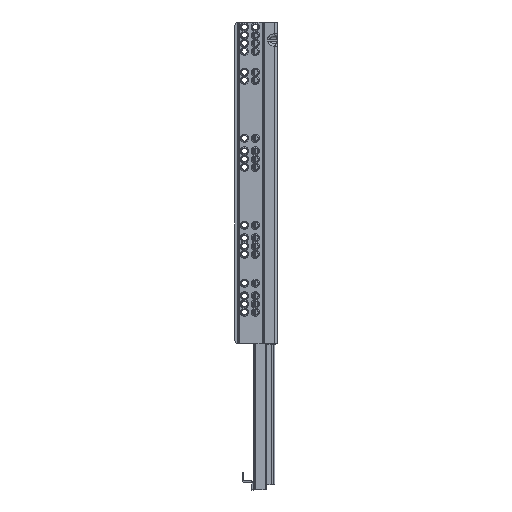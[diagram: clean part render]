
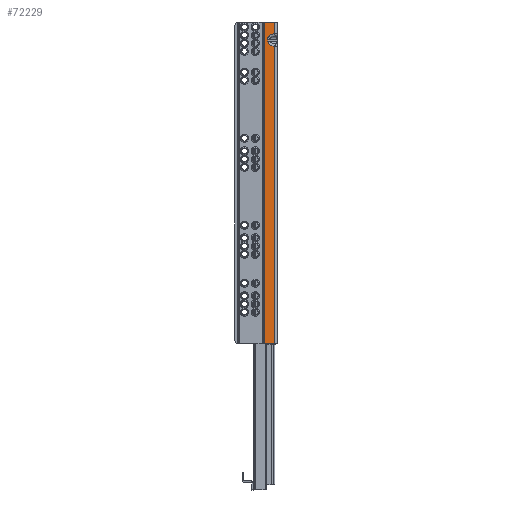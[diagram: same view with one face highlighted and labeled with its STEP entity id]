
A CAD part, left-side view. The second image highlights one B-rep face of the part: STEP entity #72229.
In plain terms, the highlighted planar face has unit normal (-1, 0, 0).
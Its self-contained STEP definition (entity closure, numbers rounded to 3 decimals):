
#84 = DIRECTION ( 'NONE',  ( 0., 0., 1. ) ) ;
#7015 = CARTESIAN_POINT ( 'NONE',  ( 0., -12.443, -355.5 ) ) ;
#9053 = DIRECTION ( 'NONE',  ( -1., 0., 0. ) ) ;
#9721 = CARTESIAN_POINT ( 'NONE',  ( 0., -12.443, -355.5 ) ) ;
#11049 = DIRECTION ( 'NONE',  ( 0., -1., 0. ) ) ;
#13863 = EDGE_CURVE ( 'NONE', #14921, #17422, #49886, .T. ) ;
#14921 = VERTEX_POINT ( 'NONE', #32760 ) ;
#15512 = CARTESIAN_POINT ( 'NONE',  ( 0., -24.2, -355.5 ) ) ;
#15532 = VECTOR ( 'NONE', #25812, 1000. ) ;
#17422 = VERTEX_POINT ( 'NONE', #20460 ) ;
#18656 = CARTESIAN_POINT ( 'NONE',  ( 0., -24.2, -355.5 ) ) ;
#19936 = VERTEX_POINT ( 'NONE', #105345 ) ;
#20460 = CARTESIAN_POINT ( 'NONE',  ( 0., -24.2, 0. ) ) ;
#20904 = CARTESIAN_POINT ( 'NONE',  ( 0., -16.257, -19. ) ) ;
#21455 = PLANE ( 'NONE',  #33660 ) ;
#21580 = CARTESIAN_POINT ( 'NONE',  ( 0., -16.257, -15.661 ) ) ;
#22116 = VERTEX_POINT ( 'NONE', #101275 ) ;
#25641 = ORIENTED_EDGE ( 'NONE', *, *, #104284, .F. ) ;
#25812 = DIRECTION ( 'NONE',  ( 0., 0., 1. ) ) ;
#26083 = CARTESIAN_POINT ( 'NONE',  ( 0., -19.488, -26.774 ) ) ;
#26535 = DIRECTION ( 'NONE',  ( 0., 0., 1. ) ) ;
#30522 = DIRECTION ( 'NONE',  ( 0., 0., 1. ) ) ;
#32760 = CARTESIAN_POINT ( 'NONE',  ( 0., -24.2, -13.012 ) ) ;
#33660 = AXIS2_PLACEMENT_3D ( 'NONE', #9721, #9053, #84 ) ;
#36422 = CARTESIAN_POINT ( 'NONE',  ( 0., -16.257, -24.339 ) ) ;
#40222 = CARTESIAN_POINT ( 'NONE',  ( 0., -12.443, 0. ) ) ;
#48842 =( BOUNDED_CURVE ( )  B_SPLINE_CURVE ( 3, ( #20904, #21580, #62851, #104843 ),
 .UNSPECIFIED., .F., .F. ) 
 B_SPLINE_CURVE_WITH_KNOTS ( ( 4, 4 ),
 ( 3.142, 4.648 ),
 .UNSPECIFIED. ) 
 CURVE ( )  GEOMETRIC_REPRESENTATION_ITEM ( )  RATIONAL_B_SPLINE_CURVE ( ( 1., 0.82, 0.82, 1. ) ) 
 REPRESENTATION_ITEM ( '' )  );
#49886 = LINE ( 'NONE', #114499, #120083 ) ;
#50577 = LINE ( 'NONE', #40222, #77515 ) ;
#53684 = ORIENTED_EDGE ( 'NONE', *, *, #75335, .T. ) ;
#57537 = CARTESIAN_POINT ( 'NONE',  ( 0., -12.443, -355.5 ) ) ;
#57686 = ORIENTED_EDGE ( 'NONE', *, *, #71657, .F. ) ;
#62851 = CARTESIAN_POINT ( 'NONE',  ( 0., -19.488, -13.226 ) ) ;
#66647 = VERTEX_POINT ( 'NONE', #7015 ) ;
#67183 = LINE ( 'NONE', #57537, #119300 ) ;
#71657 = EDGE_CURVE ( 'NONE', #22116, #17422, #50577, .T. ) ;
#72229 = ADVANCED_FACE ( 'NONE', ( #81390 ), #21455, .T. ) ;
#73929 = DIRECTION ( 'NONE',  ( 0., -1., 0. ) ) ;
#75335 = EDGE_CURVE ( 'NONE', #135689, #111483, #88490, .T. ) ;
#77515 = VECTOR ( 'NONE', #73929, 1000. ) ;
#81279 = VECTOR ( 'NONE', #87621, 1000. ) ;
#81390 = FACE_OUTER_BOUND ( 'NONE', #107528, .T. ) ;
#87621 = DIRECTION ( 'NONE',  ( 0., 0., 1. ) ) ;
#88490 = LINE ( 'NONE', #15512, #15532 ) ;
#88976 = CARTESIAN_POINT ( 'NONE',  ( 0., -16.257, -19. ) ) ;
#89704 = VERTEX_POINT ( 'NONE', #112497 ) ;
#94366 = CARTESIAN_POINT ( 'NONE',  ( 0., -12.443, -355.5 ) ) ;
#94533 = ORIENTED_EDGE ( 'NONE', *, *, #116168, .T. ) ;
#95629 = ORIENTED_EDGE ( 'NONE', *, *, #128974, .T. ) ;
#98887 = VECTOR ( 'NONE', #11049, 1000. ) ;
#101275 = CARTESIAN_POINT ( 'NONE',  ( 0., -12.443, 0. ) ) ;
#104284 = EDGE_CURVE ( 'NONE', #66647, #22116, #67183, .T. ) ;
#104843 = CARTESIAN_POINT ( 'NONE',  ( 0., -24.2, -13.012 ) ) ;
#105345 = CARTESIAN_POINT ( 'NONE',  ( 0., -16.257, -21. ) ) ;
#106703 = LINE ( 'NONE', #94366, #98887 ) ;
#107528 = EDGE_LOOP ( 'NONE', ( #53684, #123611, #95629, #94533, #112533, #57686, #25641, #113189 ) ) ;
#108900 = LINE ( 'NONE', #88976, #81279 ) ;
#110911 = CARTESIAN_POINT ( 'NONE',  ( 0., -24.2, -26.988 ) ) ;
#111395 = CARTESIAN_POINT ( 'NONE',  ( 0., -16.257, -21. ) ) ;
#111483 = VERTEX_POINT ( 'NONE', #110911 ) ;
#112081 = CARTESIAN_POINT ( 'NONE',  ( 0., -24.2, -26.988 ) ) ;
#112497 = CARTESIAN_POINT ( 'NONE',  ( 0., -16.257, -19. ) ) ;
#112533 = ORIENTED_EDGE ( 'NONE', *, *, #13863, .T. ) ;
#113189 = ORIENTED_EDGE ( 'NONE', *, *, #129195, .T. ) ;
#114499 = CARTESIAN_POINT ( 'NONE',  ( 0., -24.2, -355.5 ) ) ;
#116168 = EDGE_CURVE ( 'NONE', #89704, #14921, #48842, .T. ) ;
#119300 = VECTOR ( 'NONE', #26535, 1000. ) ;
#120083 = VECTOR ( 'NONE', #30522, 1000. ) ;
#123611 = ORIENTED_EDGE ( 'NONE', *, *, #133114, .T. ) ;
#128974 = EDGE_CURVE ( 'NONE', #19936, #89704, #108900, .T. ) ;
#129195 = EDGE_CURVE ( 'NONE', #66647, #135689, #106703, .T. ) ;
#133114 = EDGE_CURVE ( 'NONE', #111483, #19936, #135215, .T. ) ;
#135215 =( BOUNDED_CURVE ( )  B_SPLINE_CURVE ( 3, ( #112081, #26083, #36422, #111395 ),
 .UNSPECIFIED., .F., .F. ) 
 B_SPLINE_CURVE_WITH_KNOTS ( ( 4, 4 ),
 ( 4.776, 6.283 ),
 .UNSPECIFIED. ) 
 CURVE ( )  GEOMETRIC_REPRESENTATION_ITEM ( )  RATIONAL_B_SPLINE_CURVE ( ( 1., 0.82, 0.82, 1. ) ) 
 REPRESENTATION_ITEM ( '' )  );
#135689 = VERTEX_POINT ( 'NONE', #18656 ) ;
